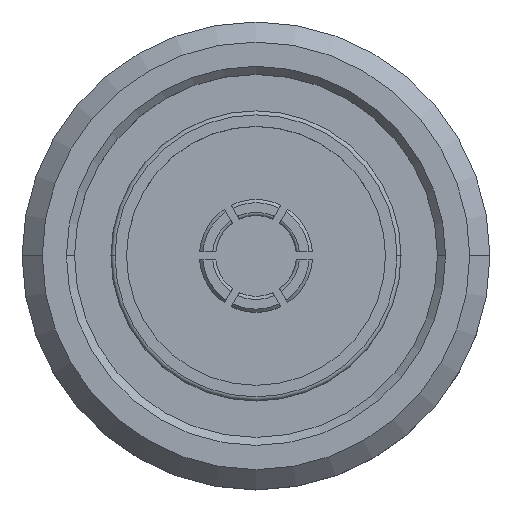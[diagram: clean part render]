
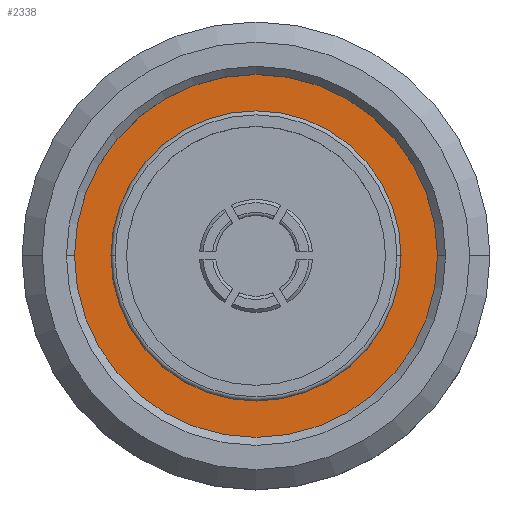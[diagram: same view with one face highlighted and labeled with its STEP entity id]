
A CAD part, top view. The second image highlights one B-rep face of the part: STEP entity #2338.
In plain terms, the highlighted planar face has unit normal (0, 0, 1).
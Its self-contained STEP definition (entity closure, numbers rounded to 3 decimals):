
#361 = CARTESIAN_POINT ( 'NONE',  ( 0., 0., -4.605 ) ) ;
#539 = EDGE_LOOP ( 'NONE', ( #5389, #3046 ) ) ;
#541 = CARTESIAN_POINT ( 'NONE',  ( 8.99, 0., -4.605 ) ) ;
#592 = AXIS2_PLACEMENT_3D ( 'NONE', #6533, #4078, #3281 ) ;
#925 = DIRECTION ( 'NONE',  ( -1., 0., 0. ) ) ;
#1121 = CARTESIAN_POINT ( 'NONE',  ( -8.99, 0., -4.605 ) ) ;
#1227 = VERTEX_POINT ( 'NONE', #1121 ) ;
#1312 = CARTESIAN_POINT ( 'NONE',  ( 0., 0., -4.605 ) ) ;
#1559 = AXIS2_PLACEMENT_3D ( 'NONE', #361, #4330, #925 ) ;
#2057 = CIRCLE ( 'NONE', #4501, 8.99 ) ;
#2338 = ADVANCED_FACE ( 'NONE', ( #6356, #4405 ), #6337, .F. ) ;
#2642 = EDGE_CURVE ( 'NONE', #6766, #7091, #2981, .T. ) ;
#2866 = ORIENTED_EDGE ( 'NONE', *, *, #4197, .T. ) ;
#2938 = DIRECTION ( 'NONE',  ( 0., 0., -1. ) ) ;
#2958 = CARTESIAN_POINT ( 'NONE',  ( 0., 0., -4.605 ) ) ;
#2981 = CIRCLE ( 'NONE', #592, 11.25 ) ;
#3046 = ORIENTED_EDGE ( 'NONE', *, *, #3352, .T. ) ;
#3281 = DIRECTION ( 'NONE',  ( -1., 0., 0. ) ) ;
#3352 = EDGE_CURVE ( 'NONE', #1227, #6221, #5824, .T. ) ;
#3464 = ORIENTED_EDGE ( 'NONE', *, *, #2642, .T. ) ;
#3465 = DIRECTION ( 'NONE',  ( -1., 0., 0. ) ) ;
#3540 = DIRECTION ( 'NONE',  ( -1., 0., 0. ) ) ;
#4078 = DIRECTION ( 'NONE',  ( 0., 0., 1. ) ) ;
#4197 = EDGE_CURVE ( 'NONE', #7091, #6766, #5817, .T. ) ;
#4330 = DIRECTION ( 'NONE',  ( 0., 0., 1. ) ) ;
#4405 = FACE_BOUND ( 'NONE', #539, .T. ) ;
#4491 = CARTESIAN_POINT ( 'NONE',  ( 11.25, 0., -4.605 ) ) ;
#4501 = AXIS2_PLACEMENT_3D ( 'NONE', #1312, #6961, #4736 ) ;
#4736 = DIRECTION ( 'NONE',  ( -1., 0., 0. ) ) ;
#4912 = EDGE_CURVE ( 'NONE', #6221, #1227, #2057, .T. ) ;
#5252 = CARTESIAN_POINT ( 'NONE',  ( -11.25, 0., -4.605 ) ) ;
#5357 = AXIS2_PLACEMENT_3D ( 'NONE', #2958, #6880, #3540 ) ;
#5389 = ORIENTED_EDGE ( 'NONE', *, *, #4912, .T. ) ;
#5681 = CARTESIAN_POINT ( 'NONE',  ( 0., 0., -4.605 ) ) ;
#5817 = CIRCLE ( 'NONE', #1559, 11.25 ) ;
#5824 = CIRCLE ( 'NONE', #6795, 8.99 ) ;
#6221 = VERTEX_POINT ( 'NONE', #541 ) ;
#6337 = PLANE ( 'NONE',  #5357 ) ;
#6356 = FACE_OUTER_BOUND ( 'NONE', #6771, .T. ) ;
#6533 = CARTESIAN_POINT ( 'NONE',  ( 0., 0., -4.605 ) ) ;
#6766 = VERTEX_POINT ( 'NONE', #5252 ) ;
#6771 = EDGE_LOOP ( 'NONE', ( #2866, #3464 ) ) ;
#6795 = AXIS2_PLACEMENT_3D ( 'NONE', #5681, #2938, #3465 ) ;
#6880 = DIRECTION ( 'NONE',  ( 0., 0., -1. ) ) ;
#6961 = DIRECTION ( 'NONE',  ( 0., 0., -1. ) ) ;
#7091 = VERTEX_POINT ( 'NONE', #4491 ) ;
